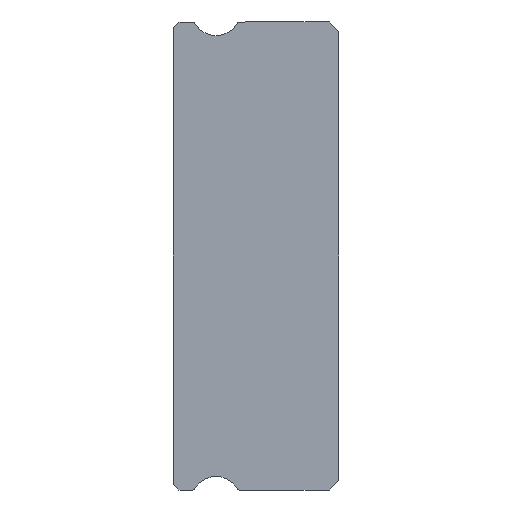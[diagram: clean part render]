
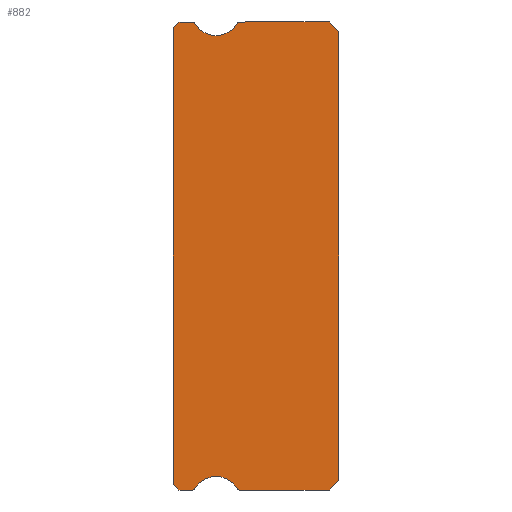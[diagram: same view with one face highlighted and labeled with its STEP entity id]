
A CAD part, left-side view. The second image highlights one B-rep face of the part: STEP entity #882.
In plain terms, the highlighted planar face has unit normal (-1, 0, 0).
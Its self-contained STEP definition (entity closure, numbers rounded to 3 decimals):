
#6 = LINE ( 'NONE', #3007, #3651 ) ;
#51 = AXIS2_PLACEMENT_3D ( 'NONE', #740, #3101, #1433 ) ;
#52 = CARTESIAN_POINT ( 'NONE',  ( -10., 8.5, 11.7 ) ) ;
#102 = EDGE_CURVE ( 'NONE', #1790, #686, #3673, .T. ) ;
#111 = VECTOR ( 'NONE', #1539, 1000. ) ;
#171 = DIRECTION ( 'NONE',  ( 0., 1., 0. ) ) ;
#177 = EDGE_CURVE ( 'NONE', #3322, #2231, #4024, .T. ) ;
#178 = DIRECTION ( 'NONE',  ( 1., 0., 0. ) ) ;
#192 = CIRCLE ( 'NONE', #51, 0.15 ) ;
#244 = VERTEX_POINT ( 'NONE', #2221 ) ;
#251 = VECTOR ( 'NONE', #3314, 1000. ) ;
#314 = EDGE_CURVE ( 'NONE', #3322, #945, #2336, .T. ) ;
#330 = DIRECTION ( 'NONE',  ( 0., -0.707, -0.707 ) ) ;
#351 = DIRECTION ( 'NONE',  ( 0., 0., -1. ) ) ;
#370 = AXIS2_PLACEMENT_3D ( 'NONE', #1671, #2030, #3386 ) ;
#412 = CARTESIAN_POINT ( 'NONE',  ( -10., 8.2, 12. ) ) ;
#459 = EDGE_CURVE ( 'NONE', #1308, #244, #2132, .T. ) ;
#461 = LINE ( 'NONE', #2566, #3685 ) ;
#489 = LINE ( 'NONE', #1791, #2979 ) ;
#578 = ORIENTED_EDGE ( 'NONE', *, *, #2381, .F. ) ;
#609 = VERTEX_POINT ( 'NONE', #2172 ) ;
#617 = EDGE_CURVE ( 'NONE', #2881, #609, #489, .T. ) ;
#619 = ORIENTED_EDGE ( 'NONE', *, *, #102, .F. ) ;
#624 = CARTESIAN_POINT ( 'NONE',  ( -10., 6.3, 12.55 ) ) ;
#657 = VERTEX_POINT ( 'NONE', #770 ) ;
#685 = VECTOR ( 'NONE', #171, 1000. ) ;
#686 = VERTEX_POINT ( 'NONE', #1280 ) ;
#691 = CIRCLE ( 'NONE', #2177, 1.25 ) ;
#718 = CARTESIAN_POINT ( 'NONE',  ( -10., 5.217, 11.925 ) ) ;
#740 = CARTESIAN_POINT ( 'NONE',  ( -10., 5.088, -11.85 ) ) ;
#741 = DIRECTION ( 'NONE',  ( 0., 0., -1. ) ) ;
#770 = CARTESIAN_POINT ( 'NONE',  ( -10., 0.5, -12. ) ) ;
#777 = CARTESIAN_POINT ( 'NONE',  ( -10., 0., 11.5 ) ) ;
#785 = VECTOR ( 'NONE', #3665, 1000. ) ;
#820 = LINE ( 'NONE', #3213, #111 ) ;
#835 = VECTOR ( 'NONE', #330, 1000. ) ;
#880 = ORIENTED_EDGE ( 'NONE', *, *, #2211, .F. ) ;
#882 = ADVANCED_FACE ( 'NONE', ( #1566 ), #3939, .F. ) ;
#889 = EDGE_LOOP ( 'NONE', ( #2214, #1584, #1960, #3683, #880, #2102, #3018, #4282, #3912, #3444, #578, #619, #3345, #1051, #3887, #2763, #3293 ) ) ;
#924 = AXIS2_PLACEMENT_3D ( 'NONE', #2515, #178, #2473 ) ;
#945 = VERTEX_POINT ( 'NONE', #412 ) ;
#1051 = ORIENTED_EDGE ( 'NONE', *, *, #3486, .F. ) ;
#1067 = CARTESIAN_POINT ( 'NONE',  ( -10., 7.383, 11.925 ) ) ;
#1070 = DIRECTION ( 'NONE',  ( 0., 0.707, -0.707 ) ) ;
#1218 = VERTEX_POINT ( 'NONE', #3617 ) ;
#1224 = DIRECTION ( 'NONE',  ( 0., 0.707, -0.707 ) ) ;
#1280 = CARTESIAN_POINT ( 'NONE',  ( -10., 5.088, 12. ) ) ;
#1303 = CIRCLE ( 'NONE', #2293, 1.25 ) ;
#1308 = VERTEX_POINT ( 'NONE', #3039 ) ;
#1352 = EDGE_CURVE ( 'NONE', #4208, #1790, #1303, .T. ) ;
#1359 = DIRECTION ( 'NONE',  ( 0., -0.707, -0.707 ) ) ;
#1433 = DIRECTION ( 'NONE',  ( 0., 0., -1. ) ) ;
#1435 = CARTESIAN_POINT ( 'NONE',  ( -10., 6.3, 12.55 ) ) ;
#1482 = EDGE_CURVE ( 'NONE', #3693, #2234, #461, .T. ) ;
#1509 = DIRECTION ( 'NONE',  ( 0., 0., 1. ) ) ;
#1539 = DIRECTION ( 'NONE',  ( 0., -1., 0. ) ) ;
#1549 = DIRECTION ( 'NONE',  ( 0., 0., 1. ) ) ;
#1566 = FACE_OUTER_BOUND ( 'NONE', #889, .T. ) ;
#1584 = ORIENTED_EDGE ( 'NONE', *, *, #3525, .T. ) ;
#1619 = CARTESIAN_POINT ( 'NONE',  ( -10., 7.512, -12. ) ) ;
#1632 = CARTESIAN_POINT ( 'NONE',  ( -10., 8.2, 12. ) ) ;
#1638 = DIRECTION ( 'NONE',  ( 0., 0., -1. ) ) ;
#1671 = CARTESIAN_POINT ( 'NONE',  ( -10., 7.512, 11.85 ) ) ;
#1790 = VERTEX_POINT ( 'NONE', #718 ) ;
#1791 = CARTESIAN_POINT ( 'NONE',  ( -10., 8.5, 11.85 ) ) ;
#1794 = VECTOR ( 'NONE', #1070, 1000. ) ;
#1810 = EDGE_CURVE ( 'NONE', #945, #609, #2757, .T. ) ;
#1894 = CARTESIAN_POINT ( 'NONE',  ( -10., 8.2, -12. ) ) ;
#1922 = AXIS2_PLACEMENT_3D ( 'NONE', #3403, #2048, #4021 ) ;
#1952 = CIRCLE ( 'NONE', #3706, 1.25 ) ;
#1960 = ORIENTED_EDGE ( 'NONE', *, *, #2052, .T. ) ;
#2025 = EDGE_CURVE ( 'NONE', #3693, #657, #3296, .T. ) ;
#2030 = DIRECTION ( 'NONE',  ( 1., 0., 0. ) ) ;
#2048 = DIRECTION ( 'NONE',  ( 1., 0., 0. ) ) ;
#2052 = EDGE_CURVE ( 'NONE', #2130, #244, #3606, .T. ) ;
#2058 = CARTESIAN_POINT ( 'NONE',  ( -10., 7.512, -11.85 ) ) ;
#2084 = DIRECTION ( 'NONE',  ( 0., 0., -1. ) ) ;
#2102 = ORIENTED_EDGE ( 'NONE', *, *, #3145, .F. ) ;
#2130 = VERTEX_POINT ( 'NONE', #1894 ) ;
#2132 = CIRCLE ( 'NONE', #2765, 0.15 ) ;
#2172 = CARTESIAN_POINT ( 'NONE',  ( -10., 8.5, 11.7 ) ) ;
#2177 = AXIS2_PLACEMENT_3D ( 'NONE', #624, #4018, #1638 ) ;
#2211 = EDGE_CURVE ( 'NONE', #4007, #1308, #1952, .T. ) ;
#2214 = ORIENTED_EDGE ( 'NONE', *, *, #617, .F. ) ;
#2221 = CARTESIAN_POINT ( 'NONE',  ( -10., 7.512, -12. ) ) ;
#2231 = VERTEX_POINT ( 'NONE', #1067 ) ;
#2234 = VERTEX_POINT ( 'NONE', #777 ) ;
#2270 = CARTESIAN_POINT ( 'NONE',  ( -10., 0., -11.5 ) ) ;
#2293 = AXIS2_PLACEMENT_3D ( 'NONE', #1435, #3730, #741 ) ;
#2336 = LINE ( 'NONE', #1632, #785 ) ;
#2337 = LINE ( 'NONE', #3379, #835 ) ;
#2381 = EDGE_CURVE ( 'NONE', #686, #2522, #820, .T. ) ;
#2473 = DIRECTION ( 'NONE',  ( 0., 0., -1. ) ) ;
#2515 = CARTESIAN_POINT ( 'NONE',  ( -10., 7.512, 11.85 ) ) ;
#2522 = VERTEX_POINT ( 'NONE', #2707 ) ;
#2566 = CARTESIAN_POINT ( 'NONE',  ( -10., 0., 11.5 ) ) ;
#2707 = CARTESIAN_POINT ( 'NONE',  ( -10., 0.5, 12. ) ) ;
#2727 = EDGE_CURVE ( 'NONE', #657, #1218, #2913, .T. ) ;
#2757 = LINE ( 'NONE', #52, #1794 ) ;
#2763 = ORIENTED_EDGE ( 'NONE', *, *, #314, .T. ) ;
#2765 = AXIS2_PLACEMENT_3D ( 'NONE', #2058, #3378, #351 ) ;
#2772 = DIRECTION ( 'NONE',  ( -1., 0., 0. ) ) ;
#2881 = VERTEX_POINT ( 'NONE', #3000 ) ;
#2913 = LINE ( 'NONE', #3246, #685 ) ;
#2979 = VECTOR ( 'NONE', #1509, 1000. ) ;
#3000 = CARTESIAN_POINT ( 'NONE',  ( -10., 8.5, -11.7 ) ) ;
#3007 = CARTESIAN_POINT ( 'NONE',  ( -10., 8.2, -12. ) ) ;
#3018 = ORIENTED_EDGE ( 'NONE', *, *, #2727, .F. ) ;
#3039 = CARTESIAN_POINT ( 'NONE',  ( -10., 7.383, -11.925 ) ) ;
#3101 = DIRECTION ( 'NONE',  ( 1., 0., 0. ) ) ;
#3145 = EDGE_CURVE ( 'NONE', #1218, #4007, #192, .T. ) ;
#3213 = CARTESIAN_POINT ( 'NONE',  ( -10., 7.512, 12. ) ) ;
#3246 = CARTESIAN_POINT ( 'NONE',  ( -10., 7.512, -12. ) ) ;
#3293 = ORIENTED_EDGE ( 'NONE', *, *, #1810, .T. ) ;
#3296 = LINE ( 'NONE', #2270, #3376 ) ;
#3314 = DIRECTION ( 'NONE',  ( 0., -1., 0. ) ) ;
#3322 = VERTEX_POINT ( 'NONE', #3699 ) ;
#3345 = ORIENTED_EDGE ( 'NONE', *, *, #1352, .F. ) ;
#3376 = VECTOR ( 'NONE', #1224, 1000. ) ;
#3378 = DIRECTION ( 'NONE',  ( 1., 0., 0. ) ) ;
#3379 = CARTESIAN_POINT ( 'NONE',  ( -10., 0.5, 12. ) ) ;
#3386 = DIRECTION ( 'NONE',  ( 0., 0., -1. ) ) ;
#3403 = CARTESIAN_POINT ( 'NONE',  ( -10., 5.088, 11.85 ) ) ;
#3444 = ORIENTED_EDGE ( 'NONE', *, *, #4096, .F. ) ;
#3486 = EDGE_CURVE ( 'NONE', #2231, #4208, #691, .T. ) ;
#3494 = CARTESIAN_POINT ( 'NONE',  ( -10., 5.217, -11.925 ) ) ;
#3525 = EDGE_CURVE ( 'NONE', #2881, #2130, #6, .T. ) ;
#3606 = LINE ( 'NONE', #1619, #251 ) ;
#3614 = CARTESIAN_POINT ( 'NONE',  ( -10., 0., -11.5 ) ) ;
#3617 = CARTESIAN_POINT ( 'NONE',  ( -10., 5.088, -12. ) ) ;
#3651 = VECTOR ( 'NONE', #1359, 1000. ) ;
#3665 = DIRECTION ( 'NONE',  ( 0., 1., 0. ) ) ;
#3673 = CIRCLE ( 'NONE', #1922, 0.15 ) ;
#3683 = ORIENTED_EDGE ( 'NONE', *, *, #459, .F. ) ;
#3685 = VECTOR ( 'NONE', #1549, 1000. ) ;
#3693 = VERTEX_POINT ( 'NONE', #3614 ) ;
#3699 = CARTESIAN_POINT ( 'NONE',  ( -10., 7.512, 12. ) ) ;
#3706 = AXIS2_PLACEMENT_3D ( 'NONE', #3778, #2772, #2084 ) ;
#3730 = DIRECTION ( 'NONE',  ( -1., 0., 0. ) ) ;
#3778 = CARTESIAN_POINT ( 'NONE',  ( -10., 6.3, -12.55 ) ) ;
#3887 = ORIENTED_EDGE ( 'NONE', *, *, #177, .F. ) ;
#3912 = ORIENTED_EDGE ( 'NONE', *, *, #1482, .T. ) ;
#3939 = PLANE ( 'NONE',  #370 ) ;
#4007 = VERTEX_POINT ( 'NONE', #3494 ) ;
#4018 = DIRECTION ( 'NONE',  ( -1., 0., 0. ) ) ;
#4021 = DIRECTION ( 'NONE',  ( 0., 0., -1. ) ) ;
#4024 = CIRCLE ( 'NONE', #924, 0.15 ) ;
#4096 = EDGE_CURVE ( 'NONE', #2522, #2234, #2337, .T. ) ;
#4103 = CARTESIAN_POINT ( 'NONE',  ( -10., 6.3, 11.3 ) ) ;
#4208 = VERTEX_POINT ( 'NONE', #4103 ) ;
#4282 = ORIENTED_EDGE ( 'NONE', *, *, #2025, .F. ) ;
